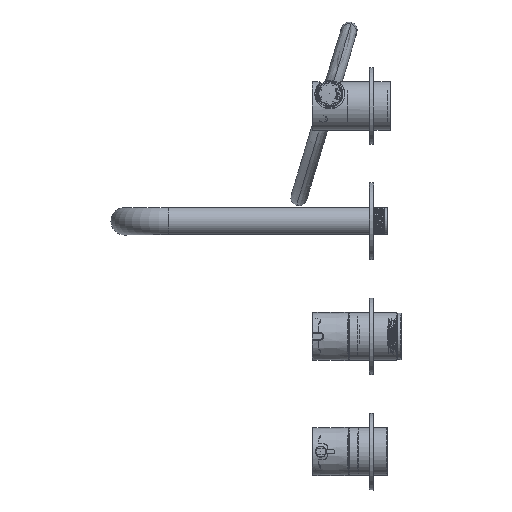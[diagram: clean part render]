
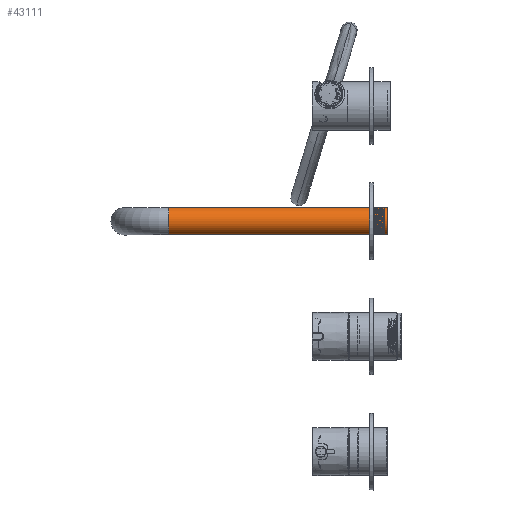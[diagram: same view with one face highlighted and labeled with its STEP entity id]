
A CAD part, top view. The second image highlights one B-rep face of the part: STEP entity #43111.
In plain terms, the highlighted cylindrical face has radius 12.5 mm (diameter 25 mm), a full revolution.
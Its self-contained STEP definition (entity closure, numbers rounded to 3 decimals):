
#7114=CIRCLE('',#52167,12.5);
#7115=CIRCLE('',#52169,12.5);
#15617=ORIENTED_EDGE('',*,*,#24744,.F.);
#15618=ORIENTED_EDGE('',*,*,#24745,.T.);
#24744=EDGE_CURVE('',#29901,#29901,#7114,.T.);
#24745=EDGE_CURVE('',#29902,#29902,#7115,.T.);
#29901=VERTEX_POINT('',#103527);
#29902=VERTEX_POINT('',#103530);
#36093=EDGE_LOOP('',(#15617));
#36094=EDGE_LOOP('',(#15618));
#39494=FACE_BOUND('',#36093,.T.);
#39495=FACE_BOUND('',#36094,.T.);
#41203=CYLINDRICAL_SURFACE('',#52170,12.5);
#43111=ADVANCED_FACE('',(#39494,#39495),#41203,.T.);
#52167=AXIS2_PLACEMENT_3D('',#103526,#59963,#59964);
#52169=AXIS2_PLACEMENT_3D('',#103529,#59967,#59968);
#52170=AXIS2_PLACEMENT_3D('',#103531,#59969,#59970);
#59963=DIRECTION('',(0.,-1.,0.));
#59964=DIRECTION('',(0.,0.,-1.));
#59967=DIRECTION('',(0.,-1.,0.));
#59968=DIRECTION('',(0.,0.,-1.));
#59969=DIRECTION('',(0.,-1.,0.));
#59970=DIRECTION('',(0.,0.,-1.));
#103526=CARTESIAN_POINT('',(0.,-200.,0.));
#103527=CARTESIAN_POINT('',(0.,-200.,-12.5));
#103529=CARTESIAN_POINT('',(0.,0.,0.));
#103530=CARTESIAN_POINT('',(0.,0.,-12.5));
#103531=CARTESIAN_POINT('',(0.,0.,0.));
